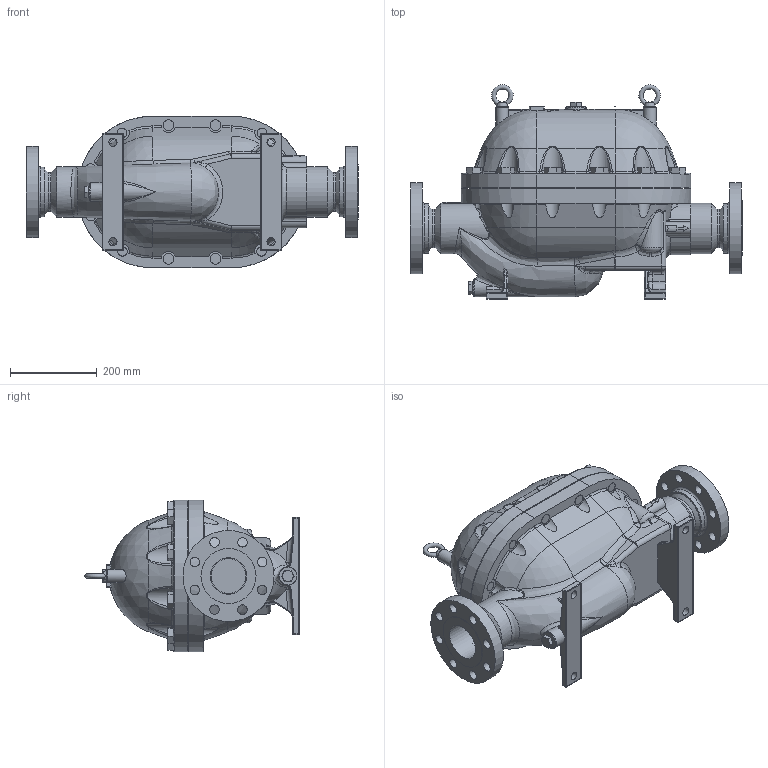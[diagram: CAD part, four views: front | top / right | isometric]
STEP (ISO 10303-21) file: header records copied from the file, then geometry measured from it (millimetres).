
FILE_DESCRIPTION((''),'2;1');
FILE_NAME('wh14x-080-a0300-00.stp','2012-09-20T15:22:52',('nakaot'),(''),'Autodesk Inventor 2012','Autodesk Inventor 2012','');
FILE_SCHEMA(('AUTOMOTIVE_DESIGN { 1 0 10303 214 1 1 1 1 }'));
Length unit declared in the file: millimetre
Products named in the file (1): wh14x-080-a0300-00
Bounding box: 766 x 494.48 x 350 mm (x, y, z)
Volume: 42157172.5 mm3; surface area: 1498984.6 mm2
Topology: 3 solids, 5 shells, 879 faces, 2143 edges, 1309 vertices
Faces by surface type: plane 274, cylinder 255, bspline 141, cone 109, torus 64, sphere 36
Full cylindrical faces by diameter (mm): 10.106 x2, 14 x2, 14.2 x2, 19 x4, 22 x30, 25 x16, 30 x2, 40 x1, 48 x1, 80 x2, 84 x2, 89.1 x4, 89.8 x2, 116 x2, 127 x2, 210 x2
Entity records: 32447 total; most frequent: CARTESIAN_POINT 13531, ORIENTED_EDGE 3980, DIRECTION 3724, EDGE_CURVE 1990, AXIS2_PLACEMENT_3D 1580, VERTEX_POINT 1268, EDGE_LOOP 1094, FACE_OUTER_BOUND 879
